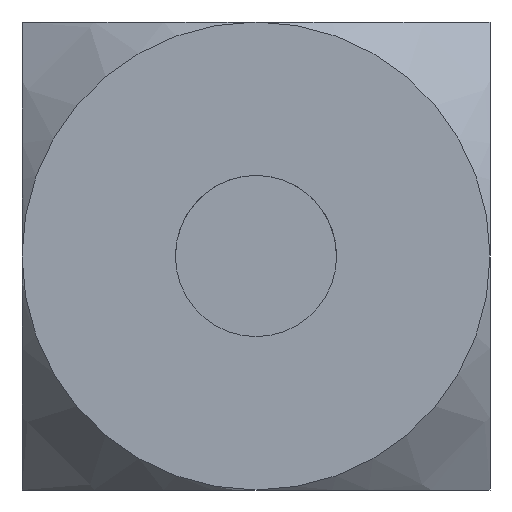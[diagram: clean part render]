
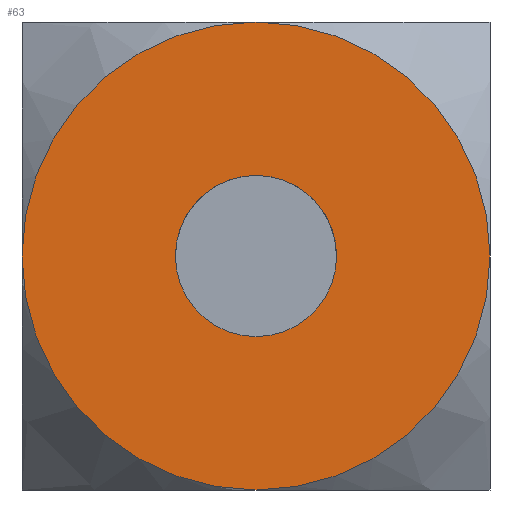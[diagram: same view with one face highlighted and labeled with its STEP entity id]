
A CAD part, front view. The second image highlights one B-rep face of the part: STEP entity #63.
In plain terms, the highlighted planar face has unit normal (0, -1, 0).
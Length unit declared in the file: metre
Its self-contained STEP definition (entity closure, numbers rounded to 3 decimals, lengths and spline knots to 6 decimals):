
#63 = ADVANCED_FACE( '', ( #136, #137 ), #138, .F. );
#136 = FACE_BOUND( '', #224, .T. );
#137 = FACE_OUTER_BOUND( '', #225, .T. );
#138 = PLANE( '', #226 );
#224 = EDGE_LOOP( '', ( #314 ) );
#225 = EDGE_LOOP( '', ( #315, #316, #317, #318 ) );
#226 = AXIS2_PLACEMENT_3D( '', #319, #320, #321 );
#314 = ORIENTED_EDGE( '', *, *, #458, .T. );
#315 = ORIENTED_EDGE( '', *, *, #465, .T. );
#316 = ORIENTED_EDGE( '', *, *, #466, .T. );
#317 = ORIENTED_EDGE( '', *, *, #467, .T. );
#318 = ORIENTED_EDGE( '', *, *, #468, .T. );
#319 = CARTESIAN_POINT( '', ( -0.006, 0., 0.006 ) );
#320 = DIRECTION( '', ( 0., 1., 0. ) );
#321 = DIRECTION( '', ( 0., 0., 1. ) );
#458 = EDGE_CURVE( '', #522, #522, #523, .T. );
#465 = EDGE_CURVE( '', #532, #533, #534, .T. );
#466 = EDGE_CURVE( '', #533, #535, #536, .T. );
#467 = EDGE_CURVE( '', #535, #537, #538, .T. );
#468 = EDGE_CURVE( '', #537, #532, #539, .T. );
#522 = VERTEX_POINT( '', #608 );
#523 = CIRCLE( '', #609, 0.002067 );
#532 = VERTEX_POINT( '', #618 );
#533 = VERTEX_POINT( '', #619 );
#534 = CIRCLE( '', #620, 0.006 );
#535 = VERTEX_POINT( '', #621 );
#536 = CIRCLE( '', #622, 0.006 );
#537 = VERTEX_POINT( '', #623 );
#538 = CIRCLE( '', #624, 0.006 );
#539 = CIRCLE( '', #625, 0.006 );
#608 = CARTESIAN_POINT( '', ( 0., 0., -0.002067 ) );
#609 = AXIS2_PLACEMENT_3D( '', #882, #883, #884 );
#618 = CARTESIAN_POINT( '', ( 0.006, 0., 0. ) );
#619 = CARTESIAN_POINT( '', ( 0., 0., 0.006 ) );
#620 = AXIS2_PLACEMENT_3D( '', #894, #895, #896 );
#621 = CARTESIAN_POINT( '', ( -0.006, 0., 0. ) );
#622 = AXIS2_PLACEMENT_3D( '', #897, #898, #899 );
#623 = CARTESIAN_POINT( '', ( 0., 0., -0.006 ) );
#624 = AXIS2_PLACEMENT_3D( '', #900, #901, #902 );
#625 = AXIS2_PLACEMENT_3D( '', #903, #904, #905 );
#882 = CARTESIAN_POINT( '', ( 0., 0., 0. ) );
#883 = DIRECTION( '', ( 0., 1., 0. ) );
#884 = DIRECTION( '', ( 0., 0., -1. ) );
#894 = CARTESIAN_POINT( '', ( 0., 0., 0. ) );
#895 = DIRECTION( '', ( 0., -1., 0. ) );
#896 = DIRECTION( '', ( 0., 0., -1. ) );
#897 = CARTESIAN_POINT( '', ( 0., 0., 0. ) );
#898 = DIRECTION( '', ( 0., -1., 0. ) );
#899 = DIRECTION( '', ( 0., 0., -1. ) );
#900 = CARTESIAN_POINT( '', ( 0., 0., 0. ) );
#901 = DIRECTION( '', ( 0., -1., 0. ) );
#902 = DIRECTION( '', ( 0., 0., -1. ) );
#903 = CARTESIAN_POINT( '', ( 0., 0., 0. ) );
#904 = DIRECTION( '', ( 0., -1., 0. ) );
#905 = DIRECTION( '', ( 0., 0., -1. ) );
